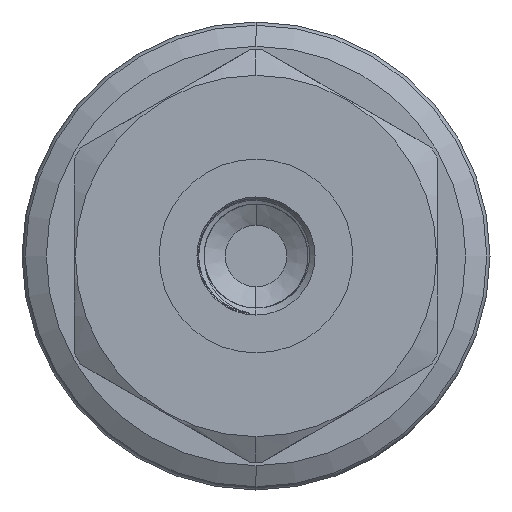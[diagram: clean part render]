
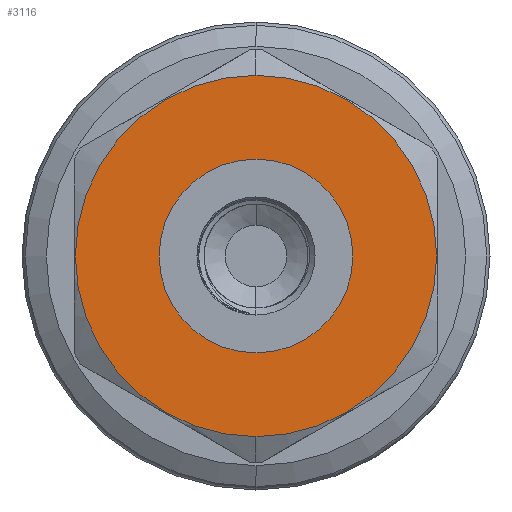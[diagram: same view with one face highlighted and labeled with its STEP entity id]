
A CAD part, left-side view. The second image highlights one B-rep face of the part: STEP entity #3116.
In plain terms, the highlighted planar face has unit normal (-1, 0, 0).
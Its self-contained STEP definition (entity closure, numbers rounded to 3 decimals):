
#140 = FACE_BOUND ( 'NONE', #8876, .T. ) ;
#461 = FACE_OUTER_BOUND ( 'NONE', #8754, .T. ) ;
#1087 = CARTESIAN_POINT ( 'NONE',  ( 0.064, -0.155, 0. ) ) ;
#1088 = DIRECTION ( 'NONE',  ( -1., 0., 0. ) ) ;
#1089 = DIRECTION ( 'NONE',  ( 0., 0., 1. ) ) ;
#2063 = AXIS2_PLACEMENT_3D ( 'NONE', #7985, #7986, #7987 ) ;
#3116 = ADVANCED_FACE ( 'NONE', ( #140, #461 ), #3930, .F. ) ;
#3489 = CIRCLE ( 'NONE', #2063, 10.995 ) ;
#3928 = CARTESIAN_POINT ( 'NONE',  ( 0.064, -0.155, -23.787 ) ) ;
#3930 = PLANE ( 'NONE',  #4944 ) ;
#3932 = DIRECTION ( 'NONE',  ( 1., 0., 0. ) ) ;
#3934 = DIRECTION ( 'NONE',  ( 0., 0., -1. ) ) ;
#4944 = AXIS2_PLACEMENT_3D ( 'NONE', #3928, #3932, #3934 ) ;
#5315 = CARTESIAN_POINT ( 'NONE',  ( 0.064, -0.155, 10.995 ) ) ;
#5421 = CARTESIAN_POINT ( 'NONE',  ( 0.064, -0.155, -20.5 ) ) ;
#5476 = CARTESIAN_POINT ( 'NONE',  ( 0.064, -0.155, 20.5 ) ) ;
#5496 = CARTESIAN_POINT ( 'NONE',  ( 0.064, -0.155, -10.995 ) ) ;
#5637 = EDGE_CURVE ( 'NONE', #7730, #7450, #9207, .T. ) ;
#5682 = EDGE_CURVE ( 'NONE', #7811, #7057, #9142, .T. ) ;
#5796 = EDGE_CURVE ( 'NONE', #7450, #7730, #9244, .T. ) ;
#5952 = EDGE_CURVE ( 'NONE', #7057, #7811, #3489, .T. ) ;
#6046 = CARTESIAN_POINT ( 'NONE',  ( 0.064, -0.155, 0. ) ) ;
#6048 = DIRECTION ( 'NONE',  ( -1., 0., 0. ) ) ;
#6049 = DIRECTION ( 'NONE',  ( 0., 0., 1. ) ) ;
#6164 = ORIENTED_EDGE ( 'NONE', *, *, #5682, .F. ) ;
#6238 = ORIENTED_EDGE ( 'NONE', *, *, #5796, .T. ) ;
#6257 = ORIENTED_EDGE ( 'NONE', *, *, #5952, .F. ) ;
#6276 = ORIENTED_EDGE ( 'NONE', *, *, #5637, .T. ) ;
#6501 = AXIS2_PLACEMENT_3D ( 'NONE', #6046, #6048, #6049 ) ;
#6590 = AXIS2_PLACEMENT_3D ( 'NONE', #9746, #9745, #9744 ) ;
#6641 = AXIS2_PLACEMENT_3D ( 'NONE', #1087, #1088, #1089 ) ;
#7057 = VERTEX_POINT ( 'NONE', #5315 ) ;
#7450 = VERTEX_POINT ( 'NONE', #5421 ) ;
#7730 = VERTEX_POINT ( 'NONE', #5476 ) ;
#7811 = VERTEX_POINT ( 'NONE', #5496 ) ;
#7985 = CARTESIAN_POINT ( 'NONE',  ( 0.064, -0.155, 0. ) ) ;
#7986 = DIRECTION ( 'NONE',  ( -1., 0., 0. ) ) ;
#7987 = DIRECTION ( 'NONE',  ( 0., 0., 1. ) ) ;
#8754 = EDGE_LOOP ( 'NONE', ( #6238, #6276 ) ) ;
#8876 = EDGE_LOOP ( 'NONE', ( #6257, #6164 ) ) ;
#9142 = CIRCLE ( 'NONE', #6590, 10.995 ) ;
#9207 = CIRCLE ( 'NONE', #6501, 20.5 ) ;
#9244 = CIRCLE ( 'NONE', #6641, 20.5 ) ;
#9744 = DIRECTION ( 'NONE',  ( 0., 0., 1. ) ) ;
#9745 = DIRECTION ( 'NONE',  ( -1., 0., 0. ) ) ;
#9746 = CARTESIAN_POINT ( 'NONE',  ( 0.064, -0.155, 0. ) ) ;
